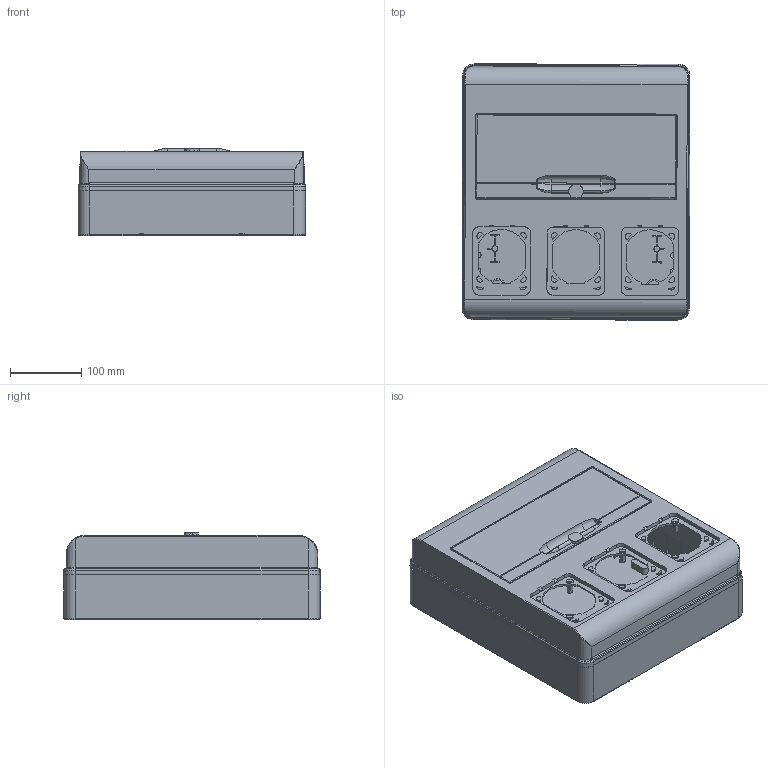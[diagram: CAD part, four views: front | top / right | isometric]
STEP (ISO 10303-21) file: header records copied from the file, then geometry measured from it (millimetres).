
FILE_DESCRIPTION((''),'2;1');
FILE_NAME('GW68005N_ASM','2021-03-23T16:06:56',('User'),('Axiro Italia'),'CREO PARAMETRIC BY PTC INC, 2020354','CREO PARAMETRIC BY PTC INC, 2020354','');
FILE_SCHEMA(('CONFIG_CONTROL_DESIGN'));
Length unit declared in the file: millimetre
Products named in the file (3): 55530422AXXX_TAB_FONDO_QDIN_14M; 55523914GXXX_ST_FRONTALE_14M_3_; GW68005N_ASM
Assembly tree (2 placements, depth 2):
  GW68005N_ASM
    55530422AXXX_TAB_FONDO_QDIN_14M
    55523914GXXX_ST_FRONTALE_14M_3_
Bounding box: 320.85 x 360.75 x 122.49 mm (x, y, z)
Volume: 2558903.2 mm3; surface area: 832912.6 mm2
Topology: 2 solids, 2 shells, 1061 faces, 2865 edges, 1874 vertices
Faces by surface type: plane 658, cone 200, cylinder 131, bspline 46, torus 20, sphere 6
Entity records: 37329 total; most frequent: CARTESIAN_POINT 11010, ORIENTED_EDGE 5714, DIRECTION 5073, EDGE_CURVE 2857, VERTEX_POINT 1874, VECTOR 1863, LINE 1863, AXIS2_PLACEMENT_3D 1605
